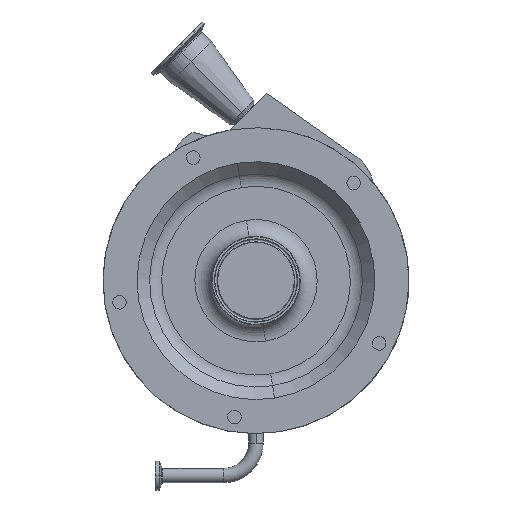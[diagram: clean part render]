
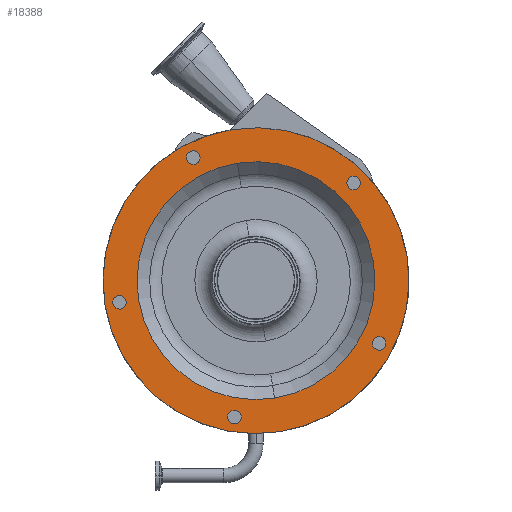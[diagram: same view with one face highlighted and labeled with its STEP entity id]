
A CAD part, top view. The second image highlights one B-rep face of the part: STEP entity #18388.
In plain terms, the highlighted planar face has unit normal (0, 0, 1).
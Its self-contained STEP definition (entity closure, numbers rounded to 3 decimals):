
#68 = CIRCLE ( 'NONE', #2585, 6. ) ;
#129 = DIRECTION ( 'NONE',  ( 0., 0., 1. ) ) ;
#225 = EDGE_LOOP ( 'NONE', ( #4323, #17335 ) ) ;
#340 = FACE_BOUND ( 'NONE', #1617, .T. ) ;
#394 = DIRECTION ( 'NONE',  ( 0., 0., 1. ) ) ;
#490 = DIRECTION ( 'NONE',  ( -0.156, 0.988, 0. ) ) ;
#510 = DIRECTION ( 'NONE',  ( -0.156, 0.988, 0. ) ) ;
#611 = CARTESIAN_POINT ( 'NONE',  ( -21.119, 133.338, 241. ) ) ;
#632 = CIRCLE ( 'NONE', #19193, 6. ) ;
#748 = DIRECTION ( 'NONE',  ( 0.707, -0.707, 0. ) ) ;
#821 = AXIS2_PLACEMENT_3D ( 'NONE', #15553, #394, #490 ) ;
#839 = AXIS2_PLACEMENT_3D ( 'NONE', #1818, #16590, #13745 ) ;
#971 = DIRECTION ( 'NONE',  ( -0.988, 0.156, 0. ) ) ;
#1315 = CIRCLE ( 'NONE', #7618, 6. ) ;
#1412 = EDGE_LOOP ( 'NONE', ( #9337, #10199 ) ) ;
#1466 = CARTESIAN_POINT ( 'NONE',  ( -13.159, -121.437, 241. ) ) ;
#1617 = EDGE_LOOP ( 'NONE', ( #12317, #19249 ) ) ;
#1818 = CARTESIAN_POINT ( 'NONE',  ( -55.387, 108.703, 241. ) ) ;
#1911 = EDGE_CURVE ( 'NONE', #4383, #4105, #5655, .T. ) ;
#2233 = DIRECTION ( 'NONE',  ( 0., 0., 1. ) ) ;
#2241 = DIRECTION ( 'NONE',  ( -0.454, -0.891, 0. ) ) ;
#2585 = AXIS2_PLACEMENT_3D ( 'NONE', #16755, #4681, #15284 ) ;
#2902 = AXIS2_PLACEMENT_3D ( 'NONE', #12134, #13812, #10543 ) ;
#3105 = DIRECTION ( 'NONE',  ( 0., 0., -1. ) ) ;
#3122 = DIRECTION ( 'NONE',  ( -0.988, 0.156, 0. ) ) ;
#3202 = FACE_BOUND ( 'NONE', #5806, .T. ) ;
#3300 = FACE_BOUND ( 'NONE', #8538, .T. ) ;
#3359 = CARTESIAN_POINT ( 'NONE',  ( 90.51, 82.024, 241. ) ) ;
#3370 = DIRECTION ( 'NONE',  ( -0.156, 0.988, 0. ) ) ;
#3399 = FACE_OUTER_BOUND ( 'NONE', #225, .T. ) ;
#3713 = EDGE_CURVE ( 'NONE', #15647, #10221, #16083, .T. ) ;
#3924 = ORIENTED_EDGE ( 'NONE', *, *, #9909, .F. ) ;
#3974 = CARTESIAN_POINT ( 'NONE',  ( 82.024, 90.51, 241. ) ) ;
#4105 = VERTEX_POINT ( 'NONE', #11842 ) ;
#4217 = DIRECTION ( 'NONE',  ( -0.454, -0.891, 0. ) ) ;
#4312 = CARTESIAN_POINT ( 'NONE',  ( 108.703, -55.387, 241. ) ) ;
#4323 = ORIENTED_EDGE ( 'NONE', *, *, #11906, .T. ) ;
#4383 = VERTEX_POINT ( 'NONE', #16144 ) ;
#4658 = EDGE_CURVE ( 'NONE', #17618, #4720, #5707, .T. ) ;
#4681 = DIRECTION ( 'NONE',  ( 0., 0., 1. ) ) ;
#4720 = VERTEX_POINT ( 'NONE', #6982 ) ;
#4831 = ORIENTED_EDGE ( 'NONE', *, *, #11348, .F. ) ;
#4934 = CIRCLE ( 'NONE', #17192, 135. ) ;
#4943 = CIRCLE ( 'NONE', #839, 6. ) ;
#4950 = CARTESIAN_POINT ( 'NONE',  ( -120.498, -19.085, 241. ) ) ;
#5082 = AXIS2_PLACEMENT_3D ( 'NONE', #4312, #14383, #4217 ) ;
#5178 = DIRECTION ( 'NONE',  ( 0., 0., 1. ) ) ;
#5206 = EDGE_CURVE ( 'NONE', #19077, #10011, #16920, .T. ) ;
#5377 = CARTESIAN_POINT ( 'NONE',  ( -119.559, -25.011, 241. ) ) ;
#5655 = CIRCLE ( 'NONE', #8791, 105. ) ;
#5707 = CIRCLE ( 'NONE', #5082, 6. ) ;
#5720 = CARTESIAN_POINT ( 'NONE',  ( 0., 0., 241. ) ) ;
#5721 = AXIS2_PLACEMENT_3D ( 'NONE', #17982, #7254, #3122 ) ;
#5806 = EDGE_LOOP ( 'NONE', ( #9694, #4831 ) ) ;
#6337 = DIRECTION ( 'NONE',  ( -1., 0., 0. ) ) ;
#6924 = CARTESIAN_POINT ( 'NONE',  ( 21.119, -133.338, 241. ) ) ;
#6982 = CARTESIAN_POINT ( 'NONE',  ( 105.979, -60.733, 241. ) ) ;
#7014 = DIRECTION ( 'NONE',  ( 0., 0., 1. ) ) ;
#7101 = CIRCLE ( 'NONE', #18092, 6. ) ;
#7254 = DIRECTION ( 'NONE',  ( 0., 0., 1. ) ) ;
#7618 = AXIS2_PLACEMENT_3D ( 'NONE', #8804, #14485, #971 ) ;
#7853 = ORIENTED_EDGE ( 'NONE', *, *, #3713, .F. ) ;
#8044 = CIRCLE ( 'NONE', #821, 105. ) ;
#8064 = EDGE_CURVE ( 'NONE', #12806, #16970, #13302, .T. ) ;
#8384 = VERTEX_POINT ( 'NONE', #5377 ) ;
#8416 = CARTESIAN_POINT ( 'NONE',  ( 111.427, -50.041, 241. ) ) ;
#8538 = EDGE_LOOP ( 'NONE', ( #9810, #11404 ) ) ;
#8736 = AXIS2_PLACEMENT_3D ( 'NONE', #5720, #7014, #14774 ) ;
#8791 = AXIS2_PLACEMENT_3D ( 'NONE', #19476, #16418, #8937 ) ;
#8804 = CARTESIAN_POINT ( 'NONE',  ( -19.085, -120.498, 241. ) ) ;
#8810 = EDGE_CURVE ( 'NONE', #4720, #17618, #15837, .T. ) ;
#8937 = DIRECTION ( 'NONE',  ( -0.156, 0.988, 0. ) ) ;
#9337 = ORIENTED_EDGE ( 'NONE', *, *, #17256, .F. ) ;
#9386 = FACE_BOUND ( 'NONE', #1412, .T. ) ;
#9694 = ORIENTED_EDGE ( 'NONE', *, *, #1911, .F. ) ;
#9810 = ORIENTED_EDGE ( 'NONE', *, *, #16141, .F. ) ;
#9909 = EDGE_CURVE ( 'NONE', #18524, #8384, #15468, .T. ) ;
#9918 = EDGE_CURVE ( 'NONE', #11028, #11185, #68, .T. ) ;
#10011 = VERTEX_POINT ( 'NONE', #611 ) ;
#10031 = EDGE_LOOP ( 'NONE', ( #3924, #18176 ) ) ;
#10199 = ORIENTED_EDGE ( 'NONE', *, *, #9918, .F. ) ;
#10221 = VERTEX_POINT ( 'NONE', #1466 ) ;
#10422 = CARTESIAN_POINT ( 'NONE',  ( -25.011, -119.559, 241. ) ) ;
#10543 = DIRECTION ( 'NONE',  ( -0.156, 0.988, 0. ) ) ;
#11028 = VERTEX_POINT ( 'NONE', #3974 ) ;
#11185 = VERTEX_POINT ( 'NONE', #3359 ) ;
#11348 = EDGE_CURVE ( 'NONE', #4105, #4383, #8044, .T. ) ;
#11404 = ORIENTED_EDGE ( 'NONE', *, *, #8064, .F. ) ;
#11842 = CARTESIAN_POINT ( 'NONE',  ( 16.426, -103.707, 241. ) ) ;
#11906 = EDGE_CURVE ( 'NONE', #10011, #19077, #4934, .T. ) ;
#12134 = CARTESIAN_POINT ( 'NONE',  ( -120.498, -19.085, 241. ) ) ;
#12317 = ORIENTED_EDGE ( 'NONE', *, *, #8810, .F. ) ;
#12522 = DIRECTION ( 'NONE',  ( 0., 0., 1. ) ) ;
#12753 = CARTESIAN_POINT ( 'NONE',  ( -55.387, 108.703, 241. ) ) ;
#12806 = VERTEX_POINT ( 'NONE', #18650 ) ;
#13302 = CIRCLE ( 'NONE', #14874, 6. ) ;
#13745 = DIRECTION ( 'NONE',  ( 0.891, 0.454, 0. ) ) ;
#13812 = DIRECTION ( 'NONE',  ( 0., 0., 1. ) ) ;
#14024 = DIRECTION ( 'NONE',  ( 0.891, 0.454, 0. ) ) ;
#14051 = CARTESIAN_POINT ( 'NONE',  ( 108.703, -55.387, 241. ) ) ;
#14093 = ORIENTED_EDGE ( 'NONE', *, *, #19178, .F. ) ;
#14262 = DIRECTION ( 'NONE',  ( 0., 0., 1. ) ) ;
#14383 = DIRECTION ( 'NONE',  ( 0., 0., 1. ) ) ;
#14485 = DIRECTION ( 'NONE',  ( 0., 0., 1. ) ) ;
#14545 = AXIS2_PLACEMENT_3D ( 'NONE', #15199, #3105, #6337 ) ;
#14774 = DIRECTION ( 'NONE',  ( -0.156, 0.988, 0. ) ) ;
#14874 = AXIS2_PLACEMENT_3D ( 'NONE', #12753, #5178, #14024 ) ;
#15199 = CARTESIAN_POINT ( 'NONE',  ( -38.52, -6.101, 241. ) ) ;
#15210 = AXIS2_PLACEMENT_3D ( 'NONE', #14051, #14262, #2241 ) ;
#15284 = DIRECTION ( 'NONE',  ( 0.707, -0.707, 0. ) ) ;
#15300 = FACE_BOUND ( 'NONE', #10031, .T. ) ;
#15468 = CIRCLE ( 'NONE', #2902, 6. ) ;
#15491 = FACE_BOUND ( 'NONE', #16296, .T. ) ;
#15553 = CARTESIAN_POINT ( 'NONE',  ( 0., 0., 241. ) ) ;
#15647 = VERTEX_POINT ( 'NONE', #10422 ) ;
#15714 = CARTESIAN_POINT ( 'NONE',  ( 86.267, 86.267, 241. ) ) ;
#15837 = CIRCLE ( 'NONE', #15210, 6. ) ;
#16083 = CIRCLE ( 'NONE', #5721, 6. ) ;
#16141 = EDGE_CURVE ( 'NONE', #16970, #12806, #4943, .T. ) ;
#16144 = CARTESIAN_POINT ( 'NONE',  ( -16.426, 103.707, 241. ) ) ;
#16296 = EDGE_LOOP ( 'NONE', ( #7853, #14093 ) ) ;
#16418 = DIRECTION ( 'NONE',  ( 0., 0., 1. ) ) ;
#16423 = CARTESIAN_POINT ( 'NONE',  ( -50.041, 111.427, 241. ) ) ;
#16577 = PLANE ( 'NONE',  #14545 ) ;
#16583 = EDGE_CURVE ( 'NONE', #8384, #18524, #7101, .T. ) ;
#16590 = DIRECTION ( 'NONE',  ( 0., 0., 1. ) ) ;
#16755 = CARTESIAN_POINT ( 'NONE',  ( 86.267, 86.267, 241. ) ) ;
#16920 = CIRCLE ( 'NONE', #8736, 135. ) ;
#16970 = VERTEX_POINT ( 'NONE', #16423 ) ;
#17059 = CARTESIAN_POINT ( 'NONE',  ( 0., 0., 241. ) ) ;
#17192 = AXIS2_PLACEMENT_3D ( 'NONE', #17059, #129, #510 ) ;
#17256 = EDGE_CURVE ( 'NONE', #11185, #11028, #632, .T. ) ;
#17335 = ORIENTED_EDGE ( 'NONE', *, *, #5206, .T. ) ;
#17618 = VERTEX_POINT ( 'NONE', #8416 ) ;
#17982 = CARTESIAN_POINT ( 'NONE',  ( -19.085, -120.498, 241. ) ) ;
#18092 = AXIS2_PLACEMENT_3D ( 'NONE', #4950, #12522, #3370 ) ;
#18176 = ORIENTED_EDGE ( 'NONE', *, *, #16583, .F. ) ;
#18388 = ADVANCED_FACE ( 'NONE', ( #3399, #3300, #9386, #340, #15491, #15300, #3202 ), #16577, .F. ) ;
#18524 = VERTEX_POINT ( 'NONE', #18663 ) ;
#18650 = CARTESIAN_POINT ( 'NONE',  ( -60.733, 105.979, 241. ) ) ;
#18663 = CARTESIAN_POINT ( 'NONE',  ( -121.437, -13.159, 241. ) ) ;
#19077 = VERTEX_POINT ( 'NONE', #6924 ) ;
#19178 = EDGE_CURVE ( 'NONE', #10221, #15647, #1315, .T. ) ;
#19193 = AXIS2_PLACEMENT_3D ( 'NONE', #15714, #2233, #748 ) ;
#19249 = ORIENTED_EDGE ( 'NONE', *, *, #4658, .F. ) ;
#19476 = CARTESIAN_POINT ( 'NONE',  ( 0., 0., 241. ) ) ;
